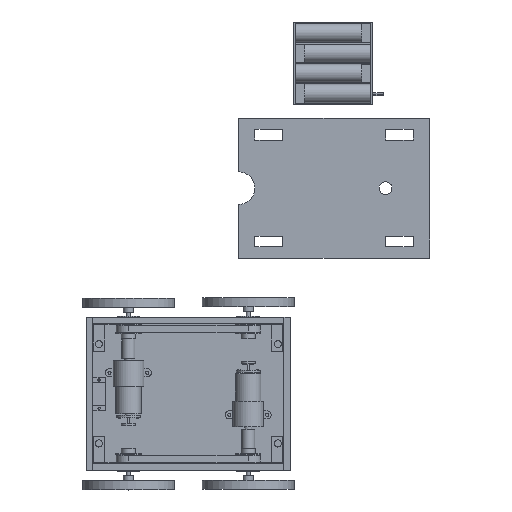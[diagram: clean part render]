
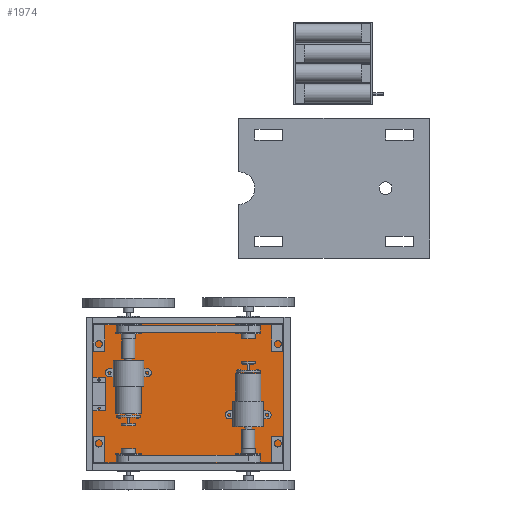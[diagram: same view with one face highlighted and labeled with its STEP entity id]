
A CAD part, top view. The second image highlights one B-rep face of the part: STEP entity #1974.
In plain terms, the highlighted planar face has unit normal (0, 0, 1).
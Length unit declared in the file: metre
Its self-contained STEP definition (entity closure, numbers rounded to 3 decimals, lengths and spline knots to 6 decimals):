
#1974 = ADVANCED_FACE( '', ( #2889 ), #2890, .T. );
#2889 = FACE_OUTER_BOUND( '', #5106, .T. );
#2890 = PLANE( '', #5107 );
#5106 = EDGE_LOOP( '', ( #6723, #6724, #6725, #6726, #6727, #6728, #6729, #6730 ) );
#5107 = AXIS2_PLACEMENT_3D( '', #6731, #6732, #6733 );
#6723 = ORIENTED_EDGE( '', *, *, #8940, .T. );
#6724 = ORIENTED_EDGE( '', *, *, #8941, .T. );
#6725 = ORIENTED_EDGE( '', *, *, #8942, .F. );
#6726 = ORIENTED_EDGE( '', *, *, #8943, .T. );
#6727 = ORIENTED_EDGE( '', *, *, #8944, .T. );
#6728 = ORIENTED_EDGE( '', *, *, #8945, .F. );
#6729 = ORIENTED_EDGE( '', *, *, #8946, .F. );
#6730 = ORIENTED_EDGE( '', *, *, #8938, .T. );
#6731 = CARTESIAN_POINT( '', ( -0.01047, 0.049957, 0.00588 ) );
#6732 = DIRECTION( '', ( 0., 0., 1. ) );
#6733 = DIRECTION( '', ( 1., 0., 0. ) );
#8938 = EDGE_CURVE( '', #10914, #10912, #10915, .T. );
#8940 = EDGE_CURVE( '', #10912, #10917, #10918, .T. );
#8941 = EDGE_CURVE( '', #10917, #10919, #10920, .T. );
#8942 = EDGE_CURVE( '', #10921, #10919, #10922, .T. );
#8943 = EDGE_CURVE( '', #10921, #10923, #10924, .T. );
#8944 = EDGE_CURVE( '', #10923, #10925, #10926, .T. );
#8945 = EDGE_CURVE( '', #10927, #10925, #10928, .T. );
#8946 = EDGE_CURVE( '', #10914, #10927, #10929, .T. );
#10912 = VERTEX_POINT( '', #12568 );
#10914 = VERTEX_POINT( '', #12571 );
#10915 = LINE( '', #12572, #12573 );
#10917 = VERTEX_POINT( '', #12576 );
#10918 = LINE( '', #12577, #12578 );
#10919 = VERTEX_POINT( '', #12579 );
#10920 = LINE( '', #12580, #12581 );
#10921 = VERTEX_POINT( '', #12582 );
#10922 = LINE( '', #12583, #12584 );
#10923 = VERTEX_POINT( '', #12585 );
#10924 = LINE( '', #12586, #12587 );
#10925 = VERTEX_POINT( '', #12588 );
#10926 = LINE( '', #12589, #12590 );
#10927 = VERTEX_POINT( '', #12591 );
#10928 = LINE( '', #12592, #12593 );
#10929 = LINE( '', #12594, #12595 );
#12568 = CARTESIAN_POINT( '', ( 0.00083, 0.131157, 0.00588 ) );
#12571 = CARTESIAN_POINT( '', ( 0.00083, 0.149957, 0.00588 ) );
#12572 = CARTESIAN_POINT( '', ( 0.00083, 0.140557, 0.00588 ) );
#12573 = VECTOR( '', #13738, 1. );
#12576 = CARTESIAN_POINT( '', ( -0.02177, 0.131157, 0.00588 ) );
#12577 = CARTESIAN_POINT( '', ( -0.01047, 0.131157, 0.00588 ) );
#12578 = VECTOR( '', #13740, 1. );
#12579 = CARTESIAN_POINT( '', ( -0.02177, 0.149957, 0.00588 ) );
#12580 = CARTESIAN_POINT( '', ( -0.02177, 0.140557, 0.00588 ) );
#12581 = VECTOR( '', #13741, 1. );
#12582 = CARTESIAN_POINT( '', ( -0.08547, 0.149957, 0.00588 ) );
#12583 = CARTESIAN_POINT( '', ( -0.05362, 0.149957, 0.00588 ) );
#12584 = VECTOR( '', #13742, 1. );
#12585 = CARTESIAN_POINT( '', ( -0.08547, -0.050043, 0.00588 ) );
#12586 = CARTESIAN_POINT( '', ( -0.08547, 0.049957, 0.00588 ) );
#12587 = VECTOR( '', #13743, 1. );
#12588 = CARTESIAN_POINT( '', ( 0.06453, -0.050043, 0.00588 ) );
#12589 = CARTESIAN_POINT( '', ( -0.01047, -0.050043, 0.00588 ) );
#12590 = VECTOR( '', #13744, 1. );
#12591 = CARTESIAN_POINT( '', ( 0.06453, 0.149957, 0.00588 ) );
#12592 = CARTESIAN_POINT( '', ( 0.06453, 0.049957, 0.00588 ) );
#12593 = VECTOR( '', #13745, 1. );
#12594 = CARTESIAN_POINT( '', ( 0.03268, 0.149957, 0.00588 ) );
#12595 = VECTOR( '', #13746, 1. );
#13738 = DIRECTION( '', ( 0., -1., 0. ) );
#13740 = DIRECTION( '', ( -1., 0., 0. ) );
#13741 = DIRECTION( '', ( 0., 1., 0. ) );
#13742 = DIRECTION( '', ( 1., 0., 0. ) );
#13743 = DIRECTION( '', ( 0., -1., 0. ) );
#13744 = DIRECTION( '', ( 1., 0., 0. ) );
#13745 = DIRECTION( '', ( 0., -1., 0. ) );
#13746 = DIRECTION( '', ( 1., 0., 0. ) );
